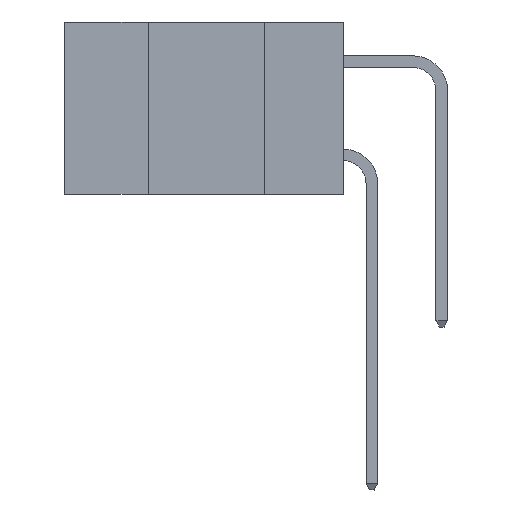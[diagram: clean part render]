
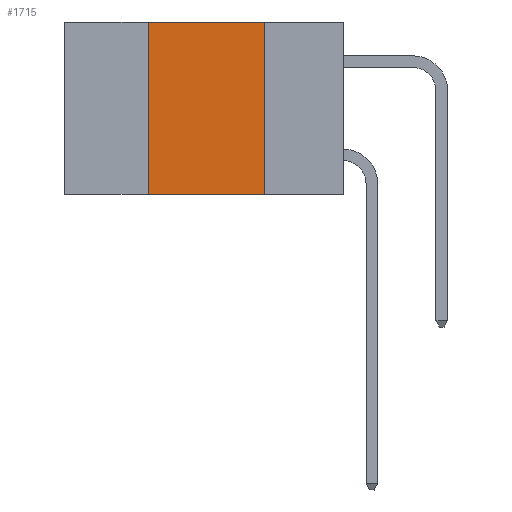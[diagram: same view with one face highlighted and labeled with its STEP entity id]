
A CAD part, left-side view. The second image highlights one B-rep face of the part: STEP entity #1715.
In plain terms, the highlighted planar face has unit normal (-1, 0, 0).
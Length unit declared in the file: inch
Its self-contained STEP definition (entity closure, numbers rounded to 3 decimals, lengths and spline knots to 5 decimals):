
#921 = ORIENTED_EDGE ( 'NONE', *, *, #10817, .F. ) ;
#1715 = ADVANCED_FACE ( 'NONE', ( #2562 ), #11417, .F. ) ;
#1756 = VECTOR ( 'NONE', #4545, 39.37008 ) ;
#2562 = FACE_OUTER_BOUND ( 'NONE', #2894, .T. ) ;
#2747 = VERTEX_POINT ( 'NONE', #13682 ) ;
#2894 = EDGE_LOOP ( 'NONE', ( #19773, #8044, #921, #10444 ) ) ;
#3204 = LINE ( 'NONE', #4615, #1756 ) ;
#3467 = VERTEX_POINT ( 'NONE', #10634 ) ;
#3572 = CARTESIAN_POINT ( 'NONE',  ( 0., 0.6, 0. ) ) ;
#4545 = DIRECTION ( 'NONE',  ( 0., 0., -1. ) ) ;
#4615 = CARTESIAN_POINT ( 'NONE',  ( 0., 0.17, 0. ) ) ;
#5108 = EDGE_CURVE ( 'NONE', #2747, #3467, #15710, .T. ) ;
#6407 = DIRECTION ( 'NONE',  ( 0., 0., 1. ) ) ;
#6573 = VECTOR ( 'NONE', #7606, 39.37008 ) ;
#6757 = EDGE_CURVE ( 'NONE', #19586, #13639, #10738, .T. ) ;
#7324 = LINE ( 'NONE', #14205, #19604 ) ;
#7606 = DIRECTION ( 'NONE',  ( 0., -1., 0. ) ) ;
#8044 = ORIENTED_EDGE ( 'NONE', *, *, #5108, .F. ) ;
#8147 = CARTESIAN_POINT ( 'NONE',  ( 0., 0.42, -0.37 ) ) ;
#9086 = VECTOR ( 'NONE', #16596, 39.37008 ) ;
#10444 = ORIENTED_EDGE ( 'NONE', *, *, #6757, .T. ) ;
#10450 = CARTESIAN_POINT ( 'NONE',  ( 0., 0.6, 0. ) ) ;
#10634 = CARTESIAN_POINT ( 'NONE',  ( 0., 0.17, 0. ) ) ;
#10738 = LINE ( 'NONE', #12078, #6573 ) ;
#10817 = EDGE_CURVE ( 'NONE', #19586, #2747, #7324, .T. ) ;
#11361 = DIRECTION ( 'NONE',  ( 1., 0., 0. ) ) ;
#11417 = PLANE ( 'NONE',  #17089 ) ;
#12078 = CARTESIAN_POINT ( 'NONE',  ( 0., 0.6, -0.37 ) ) ;
#13639 = VERTEX_POINT ( 'NONE', #14867 ) ;
#13682 = CARTESIAN_POINT ( 'NONE',  ( 0., 0.42, 0. ) ) ;
#14205 = CARTESIAN_POINT ( 'NONE',  ( 0., 0.42, 0. ) ) ;
#14476 = DIRECTION ( 'NONE',  ( 0., 0., -1. ) ) ;
#14867 = CARTESIAN_POINT ( 'NONE',  ( 0., 0.17, -0.37 ) ) ;
#15710 = LINE ( 'NONE', #10450, #9086 ) ;
#16596 = DIRECTION ( 'NONE',  ( 0., -1., 0. ) ) ;
#17089 = AXIS2_PLACEMENT_3D ( 'NONE', #3572, #11361, #14476 ) ;
#17251 = EDGE_CURVE ( 'NONE', #3467, #13639, #3204, .T. ) ;
#19586 = VERTEX_POINT ( 'NONE', #8147 ) ;
#19604 = VECTOR ( 'NONE', #6407, 39.37008 ) ;
#19773 = ORIENTED_EDGE ( 'NONE', *, *, #17251, .F. ) ;
